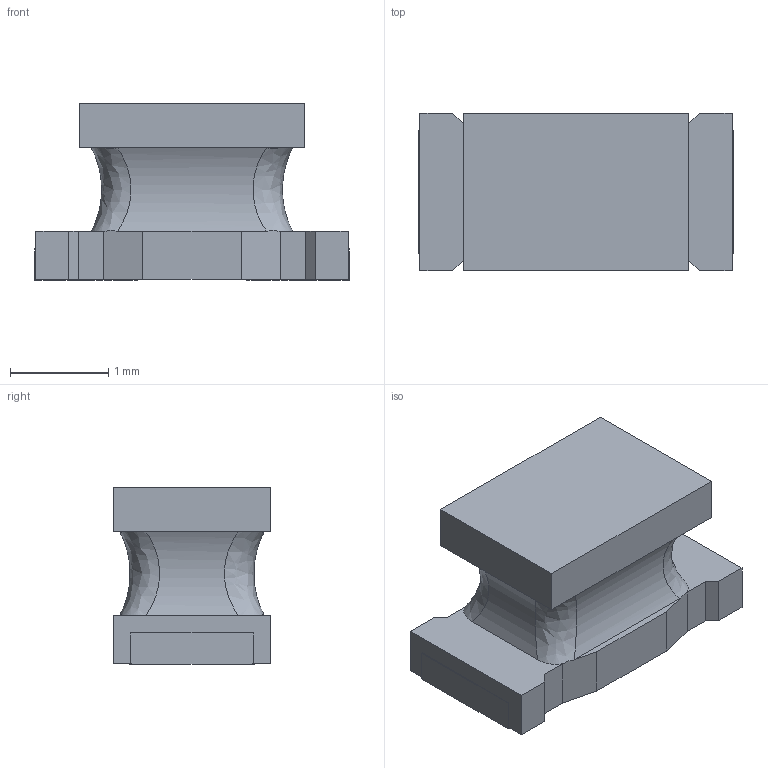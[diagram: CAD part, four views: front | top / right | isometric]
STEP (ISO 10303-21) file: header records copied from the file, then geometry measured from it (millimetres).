
FILE_DESCRIPTION(('CATIA V5 STEP Exchange'),'2;1');
FILE_NAME('LQW31HN.stp','2012-09-11T07:43:32+00:00',('none'),('none'),'CATIA Version 5 Release 20 SP 5 (IN-10)','CATIA V5 STEP AP214','none');
FILE_SCHEMA(('AUTOMOTIVE_DESIGN { 1 0 10303 214 1 1 1 1 }'));
Length unit declared in the file: millimetre
Products named in the file (1): Part1
Bounding box: 3.2 x 1.6 x 1.8 mm (x, y, z)
Volume: 6.2 mm3; surface area: 25 mm2
Topology: 1 solids, 1 shells, 107 faces, 310 edges, 206 vertices
Faces by surface type: plane 99, bspline 4, cylinder 4
Entity records: 4527 total; most frequent: CARTESIAN_POINT 1126, ORIENTED_EDGE 620, DIRECTION 438, EDGE_CURVE 310, VECTOR 278, LINE 278, VERTEX_POINT 206, EDGE_LOOP 108
